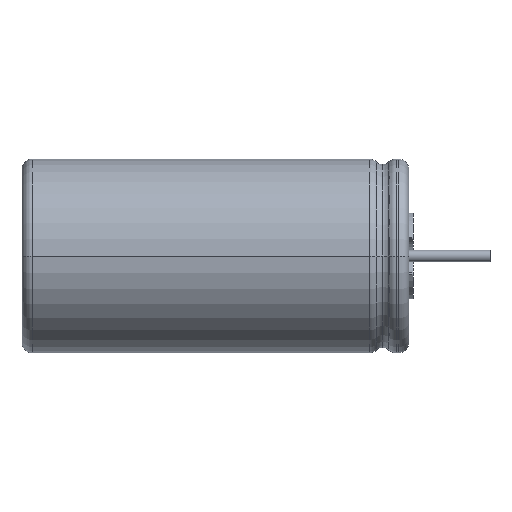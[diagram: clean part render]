
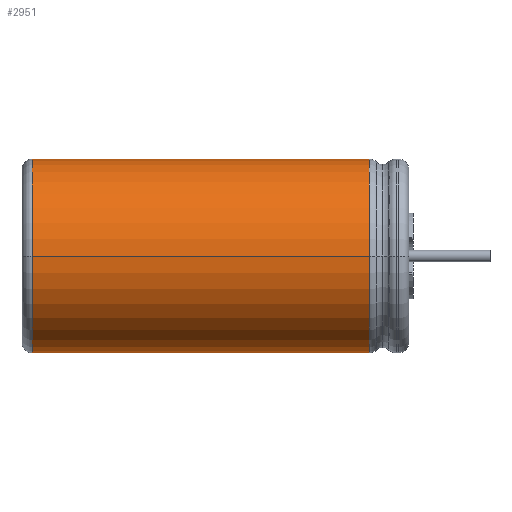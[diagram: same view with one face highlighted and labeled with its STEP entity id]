
A CAD part, left-side view. The second image highlights one B-rep face of the part: STEP entity #2951.
In plain terms, the highlighted cylindrical face has radius 5.025 mm (diameter 10.051 mm), a partial arc.
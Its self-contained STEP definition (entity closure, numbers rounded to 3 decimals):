
#123 = ORIENTED_EDGE ( 'NONE', *, *, #3020, .F. ) ;
#232 = CIRCLE ( 'NONE', #2775, 5.025 ) ;
#310 = DIRECTION ( 'NONE',  ( 0., -1., 0. ) ) ;
#395 = EDGE_LOOP ( 'NONE', ( #3017, #4825, #123, #3135 ) ) ;
#454 = CARTESIAN_POINT ( 'NONE',  ( 0., 20., 5.025 ) ) ;
#525 = LINE ( 'NONE', #1380, #1536 ) ;
#802 = AXIS2_PLACEMENT_3D ( 'NONE', #1098, #4262, #2665 ) ;
#833 = CARTESIAN_POINT ( 'NONE',  ( 0., 2.52, 0. ) ) ;
#1084 = DIRECTION ( 'NONE',  ( 0., 1., 0. ) ) ;
#1098 = CARTESIAN_POINT ( 'NONE',  ( 0., 20., 0. ) ) ;
#1216 = CARTESIAN_POINT ( 'NONE',  ( 0., 20., -5.025 ) ) ;
#1380 = CARTESIAN_POINT ( 'NONE',  ( 0., 12.922, 5.025 ) ) ;
#1465 = CYLINDRICAL_SURFACE ( 'NONE', #3400, 5.025 ) ;
#1536 = VECTOR ( 'NONE', #310, 1000. ) ;
#1619 = VERTEX_POINT ( 'NONE', #1216 ) ;
#1920 = VERTEX_POINT ( 'NONE', #454 ) ;
#2076 = DIRECTION ( 'NONE',  ( 0., -1., 0. ) ) ;
#2184 = EDGE_CURVE ( 'NONE', #1920, #4258, #525, .T. ) ;
#2665 = DIRECTION ( 'NONE',  ( 1., 0., 0. ) ) ;
#2775 = AXIS2_PLACEMENT_3D ( 'NONE', #833, #2076, #4338 ) ;
#2923 = EDGE_CURVE ( 'NONE', #1920, #1619, #3636, .T. ) ;
#2951 = ADVANCED_FACE ( 'NONE', ( #4183 ), #1465, .T. ) ;
#3017 = ORIENTED_EDGE ( 'NONE', *, *, #2923, .T. ) ;
#3020 = EDGE_CURVE ( 'NONE', #4258, #4578, #232, .T. ) ;
#3113 = LINE ( 'NONE', #4714, #4399 ) ;
#3135 = ORIENTED_EDGE ( 'NONE', *, *, #2184, .F. ) ;
#3373 = CARTESIAN_POINT ( 'NONE',  ( 0., 2.52, 5.025 ) ) ;
#3400 = AXIS2_PLACEMENT_3D ( 'NONE', #4957, #4162, #4559 ) ;
#3636 = CIRCLE ( 'NONE', #802, 5.025 ) ;
#3963 = CARTESIAN_POINT ( 'NONE',  ( 0., 2.52, -5.025 ) ) ;
#4162 = DIRECTION ( 'NONE',  ( 0., 1., 0. ) ) ;
#4183 = FACE_OUTER_BOUND ( 'NONE', #395, .T. ) ;
#4258 = VERTEX_POINT ( 'NONE', #3373 ) ;
#4262 = DIRECTION ( 'NONE',  ( 0., -1., 0. ) ) ;
#4338 = DIRECTION ( 'NONE',  ( 1., 0., 0. ) ) ;
#4399 = VECTOR ( 'NONE', #1084, 1000. ) ;
#4559 = DIRECTION ( 'NONE',  ( 1., 0., 0. ) ) ;
#4578 = VERTEX_POINT ( 'NONE', #3963 ) ;
#4714 = CARTESIAN_POINT ( 'NONE',  ( 0., 12.922, -5.025 ) ) ;
#4810 = EDGE_CURVE ( 'NONE', #4578, #1619, #3113, .T. ) ;
#4825 = ORIENTED_EDGE ( 'NONE', *, *, #4810, .F. ) ;
#4957 = CARTESIAN_POINT ( 'NONE',  ( 0., 12.922, 0. ) ) ;
